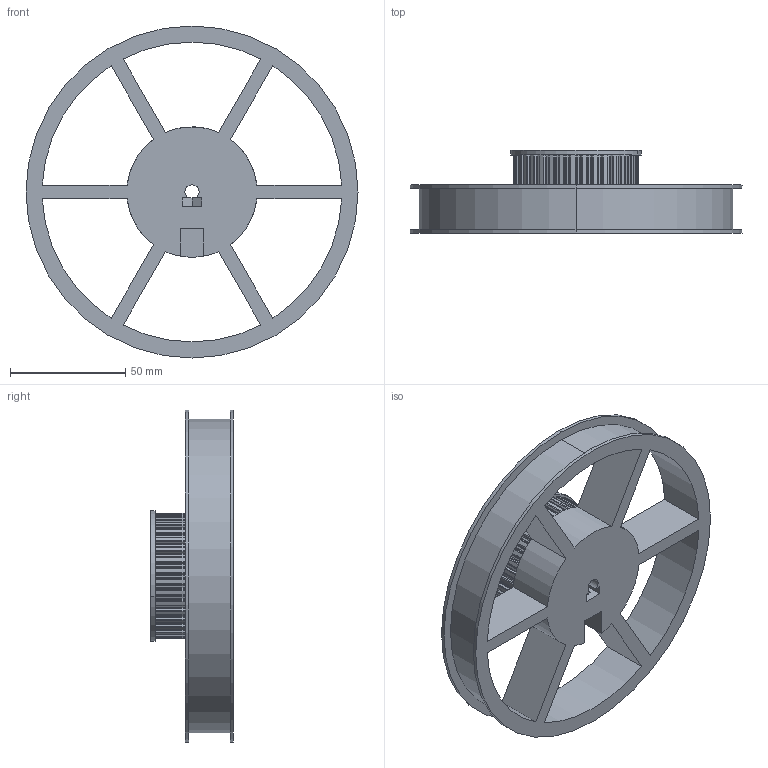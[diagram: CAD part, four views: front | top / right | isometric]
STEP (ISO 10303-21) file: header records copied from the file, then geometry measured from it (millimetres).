
FILE_DESCRIPTION (( 'STEP AP214' ), '1' );
FILE_NAME ('DriveWheel.STEP', '2024-02-20T21:03:05', ( '' ), ( '' ), 'SwSTEP 2.0', 'SolidWorks 2022', '' );
FILE_SCHEMA (( 'AUTOMOTIVE_DESIGN' ));
Length unit declared in the file: millimetre
Products named in the file (1): DriveWheel
Bounding box: 144.14 x 36 x 144.14 mm (x, y, z)
Volume: 143326.3 mm3; surface area: 55783.1 mm2
Topology: 2 solids, 2 shells, 363 faces, 1066 edges, 710 vertices
Faces by surface type: cylinder 227, plane 136
Entity records: 12339 total; most frequent: DIRECTION 2250, CARTESIAN_POINT 2140, ORIENTED_EDGE 2132, EDGE_CURVE 1066, AXIS2_PLACEMENT_3D 820, VERTEX_POINT 710, LINE 610, VECTOR 610
